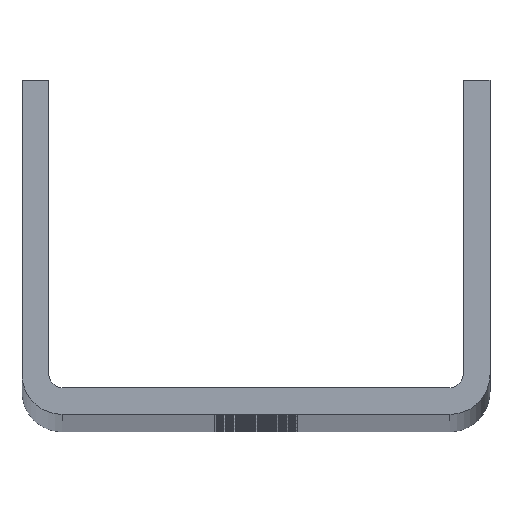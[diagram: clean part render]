
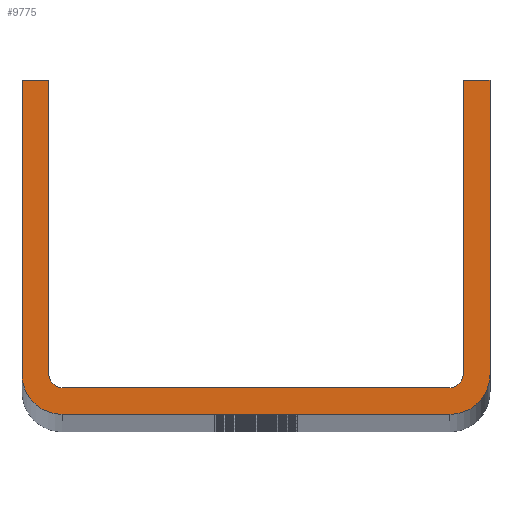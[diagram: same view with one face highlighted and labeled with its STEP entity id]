
A CAD part, top view. The second image highlights one B-rep face of the part: STEP entity #9775.
In plain terms, the highlighted planar face has unit normal (0, 0, 1).
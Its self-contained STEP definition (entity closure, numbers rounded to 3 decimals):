
#171 = CIRCLE ( 'NONE', #9329, 6. ) ;
#663 = VERTEX_POINT ( 'NONE', #2668 ) ;
#736 = LINE ( 'NONE', #5720, #1515 ) ;
#829 = LINE ( 'NONE', #10573, #2687 ) ;
#1018 = CARTESIAN_POINT ( 'NONE',  ( 29., 0., 1500. ) ) ;
#1327 = VERTEX_POINT ( 'NONE', #6887 ) ;
#1515 = VECTOR ( 'NONE', #10719, 1000. ) ;
#1699 = LINE ( 'NONE', #4154, #9860 ) ;
#2127 = ORIENTED_EDGE ( 'NONE', *, *, #15876, .F. ) ;
#2177 = CARTESIAN_POINT ( 'NONE',  ( -35., 6., 1500. ) ) ;
#2219 = DIRECTION ( 'NONE',  ( 0., -1., 0. ) ) ;
#2399 = VECTOR ( 'NONE', #11671, 1000. ) ;
#2668 = CARTESIAN_POINT ( 'NONE',  ( 29., 4., 1500. ) ) ;
#2671 = EDGE_CURVE ( 'NONE', #5347, #15937, #7054, .T. ) ;
#2687 = VECTOR ( 'NONE', #10499, 1000. ) ;
#2765 = DIRECTION ( 'NONE',  ( 0., 0., 1. ) ) ;
#2790 = AXIS2_PLACEMENT_3D ( 'NONE', #13496, #4728, #3501 ) ;
#2792 = DIRECTION ( 'NONE',  ( 1., 0., 0. ) ) ;
#2898 = EDGE_CURVE ( 'NONE', #12096, #8290, #3309, .T. ) ;
#2945 = DIRECTION ( 'NONE',  ( 0., 0., 1. ) ) ;
#3018 = CARTESIAN_POINT ( 'NONE',  ( -35., 50., 1500. ) ) ;
#3309 = CIRCLE ( 'NONE', #2790, 2. ) ;
#3353 = CARTESIAN_POINT ( 'NONE',  ( -29., 6., 1500. ) ) ;
#3501 = DIRECTION ( 'NONE',  ( 1., 0., 0. ) ) ;
#3575 = EDGE_CURVE ( 'NONE', #7578, #5105, #3961, .T. ) ;
#3596 = EDGE_CURVE ( 'NONE', #14536, #7578, #7889, .T. ) ;
#3777 = LINE ( 'NONE', #8779, #12449 ) ;
#3815 = CIRCLE ( 'NONE', #12962, 2. ) ;
#3933 = ORIENTED_EDGE ( 'NONE', *, *, #3575, .T. ) ;
#3961 = CIRCLE ( 'NONE', #12079, 6. ) ;
#4154 = CARTESIAN_POINT ( 'NONE',  ( 31., 50., 1500. ) ) ;
#4728 = DIRECTION ( 'NONE',  ( 0., 0., 1. ) ) ;
#4745 = VERTEX_POINT ( 'NONE', #12649 ) ;
#5073 = CARTESIAN_POINT ( 'NONE',  ( -35., 50., 1500. ) ) ;
#5105 = VERTEX_POINT ( 'NONE', #6564 ) ;
#5347 = VERTEX_POINT ( 'NONE', #5073 ) ;
#5359 = CARTESIAN_POINT ( 'NONE',  ( 29., 6., 1500. ) ) ;
#5517 = DIRECTION ( 'NONE',  ( 0., 0., 1. ) ) ;
#5537 = DIRECTION ( 'NONE',  ( 1., 0., 0. ) ) ;
#5552 = EDGE_CURVE ( 'NONE', #5347, #4745, #14572, .T. ) ;
#5569 = EDGE_CURVE ( 'NONE', #4745, #12096, #736, .T. ) ;
#5575 = CARTESIAN_POINT ( 'NONE',  ( 31., 6., 1500. ) ) ;
#5720 = CARTESIAN_POINT ( 'NONE',  ( -31., 50., 1500. ) ) ;
#6032 = EDGE_CURVE ( 'NONE', #8290, #663, #3777, .T. ) ;
#6234 = ORIENTED_EDGE ( 'NONE', *, *, #2898, .F. ) ;
#6317 = DIRECTION ( 'NONE',  ( 1., 0., 0. ) ) ;
#6425 = CARTESIAN_POINT ( 'NONE',  ( -29., 0., 1500. ) ) ;
#6561 = DIRECTION ( 'NONE',  ( 0., 0., 1. ) ) ;
#6564 = CARTESIAN_POINT ( 'NONE',  ( 35., 6., 1500. ) ) ;
#6887 = CARTESIAN_POINT ( 'NONE',  ( 31., 6., 1500. ) ) ;
#6994 = EDGE_CURVE ( 'NONE', #663, #1327, #3815, .T. ) ;
#7054 = LINE ( 'NONE', #15917, #14290 ) ;
#7578 = VERTEX_POINT ( 'NONE', #1018 ) ;
#7605 = CARTESIAN_POINT ( 'NONE',  ( 31., 50., 1500. ) ) ;
#7889 = LINE ( 'NONE', #6425, #2399 ) ;
#8111 = DIRECTION ( 'NONE',  ( 0., 1., 0. ) ) ;
#8290 = VERTEX_POINT ( 'NONE', #15104 ) ;
#8340 = DIRECTION ( 'NONE',  ( 1., 0., 0. ) ) ;
#8348 = EDGE_CURVE ( 'NONE', #1327, #12877, #15748, .T. ) ;
#8385 = ORIENTED_EDGE ( 'NONE', *, *, #12638, .T. ) ;
#8559 = ORIENTED_EDGE ( 'NONE', *, *, #11065, .T. ) ;
#8779 = CARTESIAN_POINT ( 'NONE',  ( -29., 4., 1500. ) ) ;
#9329 = AXIS2_PLACEMENT_3D ( 'NONE', #3353, #6561, #8340 ) ;
#9544 = EDGE_LOOP ( 'NONE', ( #8385, #2127, #15093, #12653, #12510, #6234, #9964, #16098, #11359, #8559, #11198, #3933 ) ) ;
#9775 = ADVANCED_FACE ( 'NONE', ( #13920 ), #10251, .T. ) ;
#9860 = VECTOR ( 'NONE', #5537, 1000. ) ;
#9964 = ORIENTED_EDGE ( 'NONE', *, *, #5569, .F. ) ;
#10251 = PLANE ( 'NONE',  #11363 ) ;
#10314 = DIRECTION ( 'NONE',  ( 1., 0., 0. ) ) ;
#10499 = DIRECTION ( 'NONE',  ( 0., 1., 0. ) ) ;
#10526 = DIRECTION ( 'NONE',  ( 1., 0., 0. ) ) ;
#10558 = DIRECTION ( 'NONE',  ( 1., 0., 0. ) ) ;
#10573 = CARTESIAN_POINT ( 'NONE',  ( 35., 6., 1500. ) ) ;
#10719 = DIRECTION ( 'NONE',  ( 0., -1., 0. ) ) ;
#10971 = VECTOR ( 'NONE', #8111, 1000. ) ;
#11065 = EDGE_CURVE ( 'NONE', #15937, #14536, #171, .T. ) ;
#11198 = ORIENTED_EDGE ( 'NONE', *, *, #3596, .T. ) ;
#11359 = ORIENTED_EDGE ( 'NONE', *, *, #2671, .T. ) ;
#11363 = AXIS2_PLACEMENT_3D ( 'NONE', #13839, #2945, #2792 ) ;
#11659 = CARTESIAN_POINT ( 'NONE',  ( -31., 6., 1500. ) ) ;
#11671 = DIRECTION ( 'NONE',  ( 1., 0., 0. ) ) ;
#11969 = VECTOR ( 'NONE', #10558, 1000. ) ;
#12079 = AXIS2_PLACEMENT_3D ( 'NONE', #5359, #5517, #10526 ) ;
#12096 = VERTEX_POINT ( 'NONE', #11659 ) ;
#12449 = VECTOR ( 'NONE', #6317, 1000. ) ;
#12510 = ORIENTED_EDGE ( 'NONE', *, *, #6032, .F. ) ;
#12638 = EDGE_CURVE ( 'NONE', #5105, #13747, #829, .T. ) ;
#12649 = CARTESIAN_POINT ( 'NONE',  ( -31., 50., 1500. ) ) ;
#12653 = ORIENTED_EDGE ( 'NONE', *, *, #6994, .F. ) ;
#12877 = VERTEX_POINT ( 'NONE', #7605 ) ;
#12962 = AXIS2_PLACEMENT_3D ( 'NONE', #13979, #2765, #10314 ) ;
#13496 = CARTESIAN_POINT ( 'NONE',  ( -29., 6., 1500. ) ) ;
#13608 = CARTESIAN_POINT ( 'NONE',  ( 35., 50., 1500. ) ) ;
#13747 = VERTEX_POINT ( 'NONE', #13608 ) ;
#13839 = CARTESIAN_POINT ( 'NONE',  ( 29., 6., 1500. ) ) ;
#13920 = FACE_OUTER_BOUND ( 'NONE', #9544, .T. ) ;
#13979 = CARTESIAN_POINT ( 'NONE',  ( 29., 6., 1500. ) ) ;
#14290 = VECTOR ( 'NONE', #2219, 1000. ) ;
#14536 = VERTEX_POINT ( 'NONE', #14820 ) ;
#14572 = LINE ( 'NONE', #3018, #11969 ) ;
#14820 = CARTESIAN_POINT ( 'NONE',  ( -29., 0., 1500. ) ) ;
#15093 = ORIENTED_EDGE ( 'NONE', *, *, #8348, .F. ) ;
#15104 = CARTESIAN_POINT ( 'NONE',  ( -29., 4., 1500. ) ) ;
#15748 = LINE ( 'NONE', #5575, #10971 ) ;
#15876 = EDGE_CURVE ( 'NONE', #12877, #13747, #1699, .T. ) ;
#15917 = CARTESIAN_POINT ( 'NONE',  ( -35., 50., 1500. ) ) ;
#15937 = VERTEX_POINT ( 'NONE', #2177 ) ;
#16098 = ORIENTED_EDGE ( 'NONE', *, *, #5552, .F. ) ;
